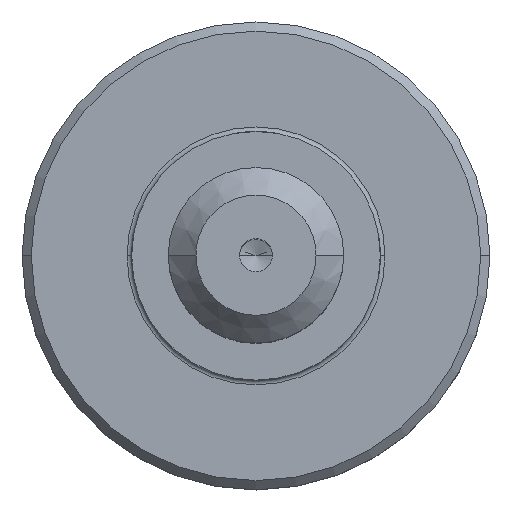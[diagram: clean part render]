
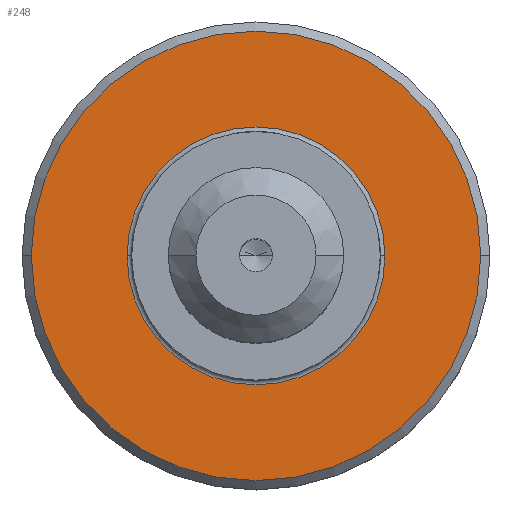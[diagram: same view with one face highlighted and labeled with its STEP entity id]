
A CAD part, top view. The second image highlights one B-rep face of the part: STEP entity #248.
In plain terms, the highlighted planar face has unit normal (0, 0, 1).
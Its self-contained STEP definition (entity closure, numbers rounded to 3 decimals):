
#248=ADVANCED_FACE('',(#300,#301),#278,.T.);
#278=PLANE('',#842);
#300=FACE_BOUND('',#327,.T.);
#301=FACE_BOUND('',#328,.T.);
#327=EDGE_LOOP('',(#469,#470));
#328=EDGE_LOOP('',(#471,#472));
#469=ORIENTED_EDGE('',*,*,#701,.F.);
#470=ORIENTED_EDGE('',*,*,#702,.F.);
#471=ORIENTED_EDGE('',*,*,#703,.F.);
#472=ORIENTED_EDGE('',*,*,#700,.F.);
#614=VERTEX_POINT('',#1756);
#615=VERTEX_POINT('',#1758);
#616=VERTEX_POINT('',#1762);
#617=VERTEX_POINT('',#1763);
#700=EDGE_CURVE('',#615,#614,#764,.T.);
#701=EDGE_CURVE('',#616,#617,#765,.T.);
#702=EDGE_CURVE('',#617,#616,#766,.T.);
#703=EDGE_CURVE('',#614,#615,#767,.T.);
#764=CIRCLE('',#837,14.);
#765=CIRCLE('',#839,24.4);
#766=CIRCLE('',#840,24.4);
#767=CIRCLE('',#841,14.);
#837=AXIS2_PLACEMENT_3D('',#1759,#971,#972);
#839=AXIS2_PLACEMENT_3D('',#1761,#975,#976);
#840=AXIS2_PLACEMENT_3D('',#1764,#977,#978);
#841=AXIS2_PLACEMENT_3D('',#1765,#979,#980);
#842=AXIS2_PLACEMENT_3D('',#1766,#981,#982);
#971=DIRECTION('',(0.,0.,1.));
#972=DIRECTION('',(1.,0.,0.));
#975=DIRECTION('',(0.,0.,-1.));
#976=DIRECTION('',(1.,0.,0.));
#977=DIRECTION('',(0.,0.,-1.));
#978=DIRECTION('',(-1.,0.,0.));
#979=DIRECTION('',(0.,0.,1.));
#980=DIRECTION('',(-1.,0.,0.));
#981=DIRECTION('',(0.,0.,1.));
#982=DIRECTION('',(-1.,0.,0.));
#1756=CARTESIAN_POINT('',(-14.,0.,14.3));
#1758=CARTESIAN_POINT('',(14.,0.,14.3));
#1759=CARTESIAN_POINT('',(0.,0.,14.3));
#1761=CARTESIAN_POINT('',(0.,0.,14.3));
#1762=CARTESIAN_POINT('',(24.4,0.,14.3));
#1763=CARTESIAN_POINT('',(-24.4,0.,14.3));
#1764=CARTESIAN_POINT('',(0.,0.,14.3));
#1765=CARTESIAN_POINT('',(0.,0.,14.3));
#1766=CARTESIAN_POINT('',(0.,0.,14.3));
